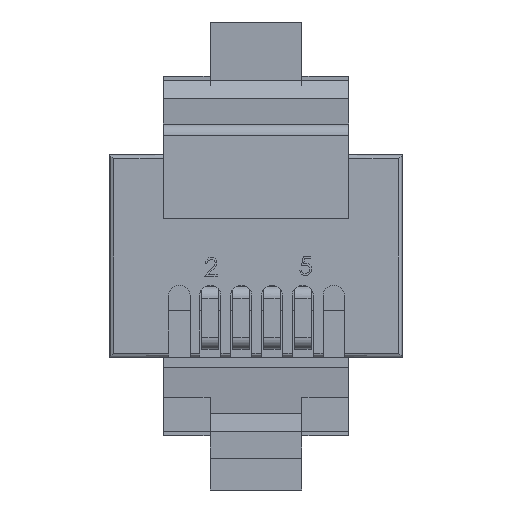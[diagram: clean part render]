
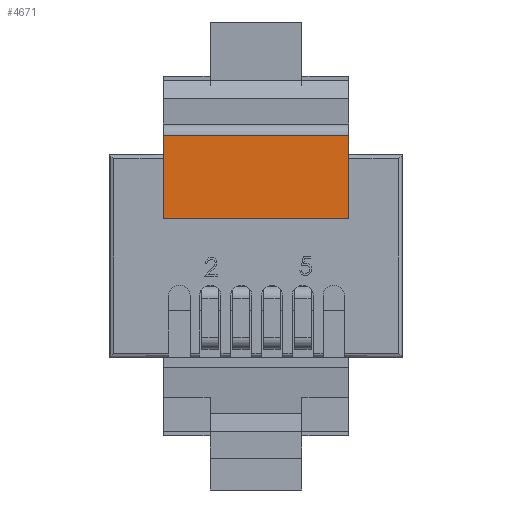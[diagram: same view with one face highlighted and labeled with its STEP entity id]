
A CAD part, front view. The second image highlights one B-rep face of the part: STEP entity #4671.
In plain terms, the highlighted face is planar.
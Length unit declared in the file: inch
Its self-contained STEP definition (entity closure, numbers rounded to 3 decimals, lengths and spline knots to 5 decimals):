
#1326 = DIRECTION ( 'NONE',  ( -1., 0., 0. ) ) ;
#1327 = DIRECTION ( 'NONE',  ( 0., 0., -1. ) ) ;
#1328 = CARTESIAN_POINT ( 'NONE',  ( -0.12, 0.048, 0.273 ) ) ;
#1329 = AXIS2_PLACEMENT_3D ( 'NONE', #1328, #1327, #1326 ) ;
#1330 = PLANE ( 'NONE',  #1329 ) ;
#1331 = FACE_OUTER_BOUND ( 'NONE', #4538, .T. ) ;
#1332 = DIRECTION ( 'NONE',  ( -1., 0., 0. ) ) ;
#1333 = VECTOR ( 'NONE', #1332, 39.37008 ) ;
#1334 = CARTESIAN_POINT ( 'NONE',  ( -0.12, 0.156, 0.273 ) ) ;
#1335 = LINE ( 'NONE', #1334, #1333 ) ;
#2185 = CARTESIAN_POINT ( 'NONE',  ( -0.12, 0.156, 0.273 ) ) ;
#2186 = CARTESIAN_POINT ( 'NONE',  ( -0.12, 0.048, 0.273 ) ) ;
#2233 = DIRECTION ( 'NONE',  ( 0., -1., 0. ) ) ;
#2234 = VECTOR ( 'NONE', #2233, 39.37008 ) ;
#2235 = CARTESIAN_POINT ( 'NONE',  ( -0.12, 0.171, 0.273 ) ) ;
#2236 = LINE ( 'NONE', #2235, #2234 ) ;
#2636 = DIRECTION ( 'NONE',  ( 1., 0., 0. ) ) ;
#2637 = VECTOR ( 'NONE', #2636, 39.37008 ) ;
#2638 = CARTESIAN_POINT ( 'NONE',  ( 0.12, 0.048, 0.273 ) ) ;
#2639 = LINE ( 'NONE', #2638, #2637 ) ;
#2640 = CARTESIAN_POINT ( 'NONE',  ( 0.12, 0.048, 0.273 ) ) ;
#2702 = CARTESIAN_POINT ( 'NONE',  ( 0.12, 0.156, 0.273 ) ) ;
#2718 = DIRECTION ( 'NONE',  ( 0., 1., 0. ) ) ;
#2719 = VECTOR ( 'NONE', #2718, 39.37008 ) ;
#2720 = CARTESIAN_POINT ( 'NONE',  ( 0.12, 0.171, 0.273 ) ) ;
#2721 = LINE ( 'NONE', #2720, #2719 ) ;
#4514 = ORIENTED_EDGE ( 'NONE', *, *, #5288, .T. ) ;
#4532 = ORIENTED_EDGE ( 'NONE', *, *, #5152, .T. ) ;
#4533 = ORIENTED_EDGE ( 'NONE', *, *, #5375, .T. ) ;
#4538 = EDGE_LOOP ( 'NONE', ( #4533, #4669, #4532, #4514 ) ) ;
#4669 = ORIENTED_EDGE ( 'NONE', *, *, #4670, .T. ) ;
#4670 = EDGE_CURVE ( 'NONE', #5326, #5141, #1335, .T. ) ;
#4671 = ADVANCED_FACE ( 'NONE', ( #1331 ), #1330, .F. ) ;
#5140 = VERTEX_POINT ( 'NONE', #2186 ) ;
#5141 = VERTEX_POINT ( 'NONE', #2185 ) ;
#5152 = EDGE_CURVE ( 'NONE', #5141, #5140, #2236, .T. ) ;
#5286 = VERTEX_POINT ( 'NONE', #2640 ) ;
#5288 = EDGE_CURVE ( 'NONE', #5140, #5286, #2639, .T. ) ;
#5326 = VERTEX_POINT ( 'NONE', #2702 ) ;
#5375 = EDGE_CURVE ( 'NONE', #5286, #5326, #2721, .T. ) ;
